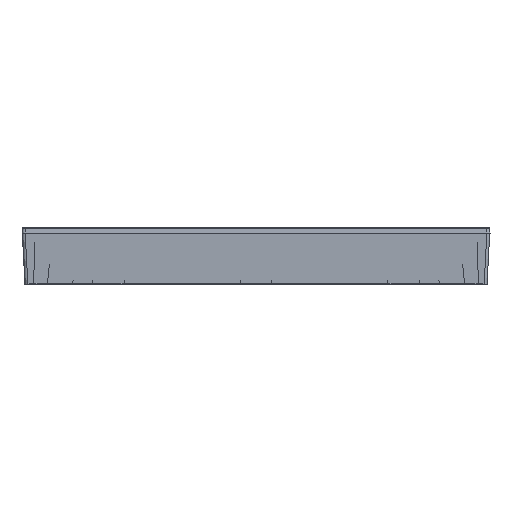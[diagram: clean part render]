
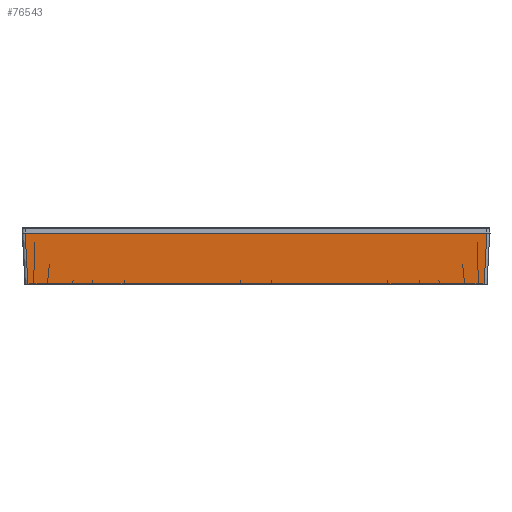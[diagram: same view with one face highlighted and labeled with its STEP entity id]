
A CAD part, left-side view. The second image highlights one B-rep face of the part: STEP entity #76543.
In plain terms, the highlighted face is planar.
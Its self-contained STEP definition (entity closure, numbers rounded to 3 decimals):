
#248=CARTESIAN_POINT('',(-40.228,0.,39.729));
#286=CARTESIAN_POINT('',(-40.228,0.,-39.729));
#304=DIRECTION('',(0.052,-0.997,-0.052));
#305=VECTOR('',#304,9.025);
#306=CARTESIAN_POINT('',(-40.7,9.,40.201));
#307=LINE('85043',#306,#305);
#308=DIRECTION('',(0.,0.,1.));
#309=VECTOR('',#308,79.458);
#310=CARTESIAN_POINT('',(-40.228,0.,-39.729));
#311=LINE('85056',#310,#309);
#312=DIRECTION('',(0.052,-0.997,0.052));
#313=VECTOR('',#312,9.025);
#314=CARTESIAN_POINT('',(-40.7,9.,-40.201));
#315=LINE('85051',#314,#313);
#366=DIRECTION('',(0.,0.,1.));
#367=VECTOR('',#366,80.401);
#368=CARTESIAN_POINT('',(-40.7,9.,-40.201));
#369=LINE('85060',#368,#367);
#69579=VERTEX_POINT('',#248);
#69583=CARTESIAN_POINT('',(-40.7,9.,40.201));
#69584=VERTEX_POINT('',#69583);
#69598=VERTEX_POINT('',#286);
#69599=CARTESIAN_POINT('',(-40.7,9.,-40.201));
#69600=VERTEX_POINT('',#69599);
#76530=CARTESIAN_POINT('',(-40.7,9.,-40.7));
#76531=DIRECTION('',(0.999,0.052,0.));
#76532=DIRECTION('',(0.,0.,1.));
#76533=AXIS2_PLACEMENT_3D('',#76530,#76531,#76532);
#76534=PLANE('27491',#76533);
#76535=ORIENTED_EDGE('85043',*,*,#76514,.T.);
#76536=ORIENTED_EDGE('85056',*,*,#76478,.F.);
#76538=ORIENTED_EDGE('85051',*,*,#76537,.F.);
#76540=ORIENTED_EDGE('85060',*,*,#76539,.T.);
#76541=EDGE_LOOP('27491',(#76535,#76536,#76538,#76540));
#76542=FACE_OUTER_BOUND('27491',#76541,.F.);
#76543=ADVANCED_FACE('27491',(#76542),#76534,.F.);
#76478=EDGE_CURVE('85056',#69598,#69579,#311,.T.);
#76514=EDGE_CURVE('85043',#69584,#69579,#307,.T.);
#76537=EDGE_CURVE('85051',#69600,#69598,#315,.T.);
#76539=EDGE_CURVE('85060',#69600,#69584,#369,.T.);
